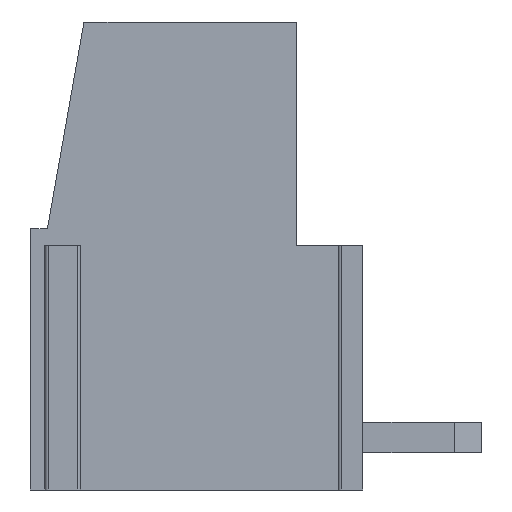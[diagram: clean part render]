
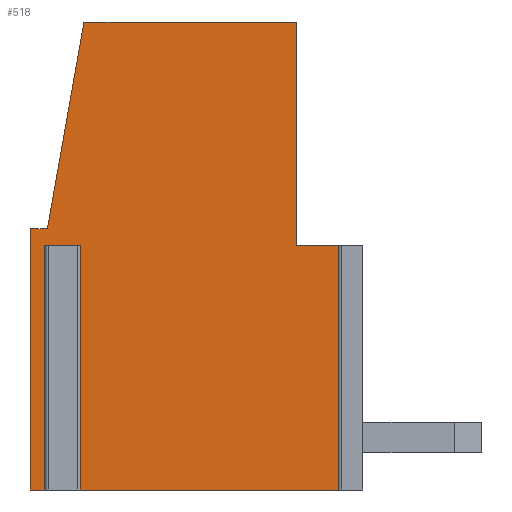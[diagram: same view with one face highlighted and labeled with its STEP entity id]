
A CAD part, left-side view. The second image highlights one B-rep face of the part: STEP entity #518.
In plain terms, the highlighted planar face has unit normal (-1, 0, 0).
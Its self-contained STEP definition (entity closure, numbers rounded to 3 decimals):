
#518 = ADVANCED_FACE( 'F0', ( #1053 ), #1054, .T. );
#1053 = FACE_OUTER_BOUND( '', #1617, .T. );
#1054 = PLANE( '', #1618 );
#1617 = EDGE_LOOP( '', ( #2971, #2972, #2973, #2974, #2975, #2976, #2977, #2978, #2979, #2980, #2981, #2982 ) );
#1618 = AXIS2_PLACEMENT_3D( '', #2983, #2984, #2985 );
#2971 = ORIENTED_EDGE( '', *, *, #3767, .T. );
#2972 = ORIENTED_EDGE( '', *, *, #3794, .T. );
#2973 = ORIENTED_EDGE( '', *, *, #4039, .T. );
#2974 = ORIENTED_EDGE( '', *, *, #4040, .T. );
#2975 = ORIENTED_EDGE( '', *, *, #4041, .T. );
#2976 = ORIENTED_EDGE( '', *, *, #4042, .F. );
#2977 = ORIENTED_EDGE( '', *, *, #4043, .T. );
#2978 = ORIENTED_EDGE( '', *, *, #4044, .T. );
#2979 = ORIENTED_EDGE( '', *, *, #3664, .T. );
#2980 = ORIENTED_EDGE( '', *, *, #3734, .T. );
#2981 = ORIENTED_EDGE( '', *, *, #4045, .T. );
#2982 = ORIENTED_EDGE( '', *, *, #3810, .T. );
#2983 = CARTESIAN_POINT( '', ( -2.54, 0., 0. ) );
#2984 = DIRECTION( '', ( -1., 0., 0. ) );
#2985 = DIRECTION( '', ( 0., 1., 0. ) );
#3664 = EDGE_CURVE( '', #4469, #4466, #4470, .T. );
#3734 = EDGE_CURVE( '', #4466, #4582, #4584, .T. );
#3767 = EDGE_CURVE( '', #4637, #4638, #4639, .T. );
#3794 = EDGE_CURVE( '', #4638, #4676, #4678, .T. );
#3810 = EDGE_CURVE( '', #4700, #4637, #4701, .T. );
#4039 = EDGE_CURVE( '', #4676, #5005, #5006, .T. );
#4040 = EDGE_CURVE( '', #5005, #5007, #5008, .T. );
#4041 = EDGE_CURVE( '', #5007, #5009, #5010, .T. );
#4042 = EDGE_CURVE( '', #5011, #5009, #5012, .T. );
#4043 = EDGE_CURVE( '', #5011, #5013, #5014, .T. );
#4044 = EDGE_CURVE( '', #5013, #4469, #5015, .T. );
#4045 = EDGE_CURVE( '', #4582, #4700, #5016, .T. );
#4466 = VERTEX_POINT( '', #5586 );
#4469 = VERTEX_POINT( '', #5590 );
#4470 = LINE( '', #5591, #5592 );
#4582 = VERTEX_POINT( '', #5753 );
#4584 = LINE( '', #5756, #5757 );
#4637 = VERTEX_POINT( '', #5838 );
#4638 = VERTEX_POINT( '', #5839 );
#4639 = LINE( '', #5840, #5841 );
#4676 = VERTEX_POINT( '', #5893 );
#4678 = LINE( '', #5896, #5897 );
#4700 = VERTEX_POINT( '', #5928 );
#4701 = LINE( '', #5929, #5930 );
#5005 = VERTEX_POINT( '', #6387 );
#5006 = LINE( '', #6388, #6389 );
#5007 = VERTEX_POINT( '', #6390 );
#5008 = LINE( '', #6391, #6392 );
#5009 = VERTEX_POINT( '', #6393 );
#5010 = LINE( '', #6394, #6395 );
#5011 = VERTEX_POINT( '', #6396 );
#5012 = LINE( '', #6397, #6398 );
#5013 = VERTEX_POINT( '', #6399 );
#5014 = LINE( '', #6400, #6401 );
#5015 = LINE( '', #6402, #6403 );
#5016 = LINE( '', #6404, #6405 );
#5586 = CARTESIAN_POINT( '', ( -2.54, -9.346, 7.2 ) );
#5590 = CARTESIAN_POINT( '', ( -2.54, -9.346, 0. ) );
#5591 = CARTESIAN_POINT( '', ( -2.54, -9.346, 0. ) );
#5592 = VECTOR( '', #6716, 1000. );
#5753 = CARTESIAN_POINT( '', ( -2.54, -7.85, 7.2 ) );
#5756 = CARTESIAN_POINT( '', ( -2.54, 0., 7.2 ) );
#5757 = VECTOR( '', #6785, 1000. );
#5838 = CARTESIAN_POINT( '', ( -2.54, -1.576, 13.8 ) );
#5839 = CARTESIAN_POINT( '', ( -2.54, -0.5, 7.7 ) );
#5840 = CARTESIAN_POINT( '', ( -2.54, 2.798, -11.007 ) );
#5841 = VECTOR( '', #6817, 1000. );
#5893 = CARTESIAN_POINT( '', ( -2.54, 0., 7.7 ) );
#5896 = CARTESIAN_POINT( '', ( -2.54, 0., 7.7 ) );
#5897 = VECTOR( '', #6846, 1000. );
#5928 = CARTESIAN_POINT( '', ( -2.54, -7.85, 13.8 ) );
#5929 = CARTESIAN_POINT( '', ( -2.54, 0., 13.8 ) );
#5930 = VECTOR( '', #6862, 1000. );
#6387 = CARTESIAN_POINT( '', ( -2.54, 0., 0. ) );
#6388 = CARTESIAN_POINT( '', ( -2.54, 0., -11.5 ) );
#6389 = VECTOR( '', #7043, 1000. );
#6390 = CARTESIAN_POINT( '', ( -2.54, -0.696, 0. ) );
#6391 = CARTESIAN_POINT( '', ( -2.54, 0., 0. ) );
#6392 = VECTOR( '', #7044, 1000. );
#6393 = CARTESIAN_POINT( '', ( -2.54, -0.696, 7.2 ) );
#6394 = CARTESIAN_POINT( '', ( -2.54, -0.696, 0. ) );
#6395 = VECTOR( '', #7045, 1000. );
#6396 = CARTESIAN_POINT( '', ( -2.54, -1.204, 7.2 ) );
#6397 = CARTESIAN_POINT( '', ( -2.54, 0., 7.2 ) );
#6398 = VECTOR( '', #7046, 1000. );
#6399 = CARTESIAN_POINT( '', ( -2.54, -1.204, 0. ) );
#6400 = CARTESIAN_POINT( '', ( -2.54, -1.204, 0. ) );
#6401 = VECTOR( '', #7047, 1000. );
#6402 = CARTESIAN_POINT( '', ( -2.54, 0., 0. ) );
#6403 = VECTOR( '', #7048, 1000. );
#6404 = CARTESIAN_POINT( '', ( -2.54, -7.85, 0. ) );
#6405 = VECTOR( '', #7049, 1000. );
#6716 = DIRECTION( '', ( 0., 0., 1. ) );
#6785 = DIRECTION( '', ( 0., 1., 0. ) );
#6817 = DIRECTION( '', ( 0., 0.174, -0.985 ) );
#6846 = DIRECTION( '', ( 0., 1., 0. ) );
#6862 = DIRECTION( '', ( 0., 1., 0. ) );
#7043 = DIRECTION( '', ( 0., 0., -1. ) );
#7044 = DIRECTION( '', ( 0., -1., 0. ) );
#7045 = DIRECTION( '', ( 0., 0., 1. ) );
#7046 = DIRECTION( '', ( 0., 1., 0. ) );
#7047 = DIRECTION( '', ( 0., 0., -1. ) );
#7048 = DIRECTION( '', ( 0., -1., 0. ) );
#7049 = DIRECTION( '', ( 0., 0., 1. ) );
